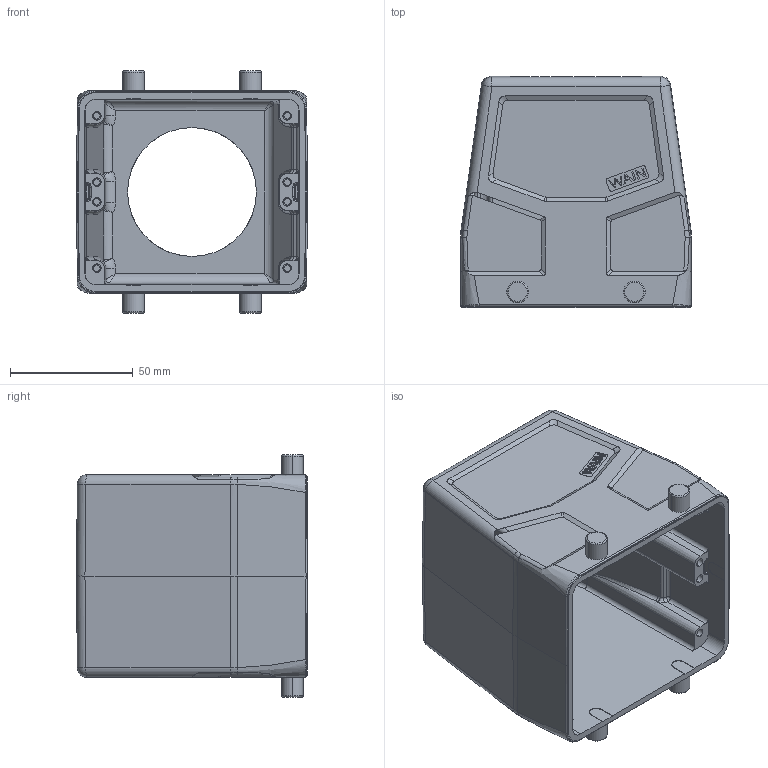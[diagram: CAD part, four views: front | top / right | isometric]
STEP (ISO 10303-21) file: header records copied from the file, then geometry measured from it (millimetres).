
FILE_DESCRIPTION((''),'2;1');
FILE_NAME('W32B-BE-20170218','2017-06-07T',('sh.ye'),(''),'PRO/ENGINEER BY PARAMETRIC TECHNOLOGY CORPORATION, 2010180','PRO/ENGINEER BY PARAMETRIC TECHNOLOGY CORPORATION, 2010180','');
FILE_SCHEMA(('AUTOMOTIVE_DESIGN { 1 0 10303 214 1 1 1 1 }'));
Length unit declared in the file: millimetre
Products named in the file (1): W32B-BE-20170218
Bounding box: 94 x 94 x 98.5 mm (x, y, z)
Volume: 153495.1 mm3; surface area: 69297.7 mm2
Topology: 1 solids, 1 shells, 490 faces, 1240 edges, 768 vertices
Faces by surface type: plane 211, cylinder 161, bspline 52, extrusion 24, torus 20, cone 12, sphere 10
Entity records: 17600 total; most frequent: CARTESIAN_POINT 6301, ORIENTED_EDGE 2444, DIRECTION 2046, EDGE_CURVE 1222, VERTEX_POINT 768, VECTOR 714, LINE 690, AXIS2_PLACEMENT_3D 666
